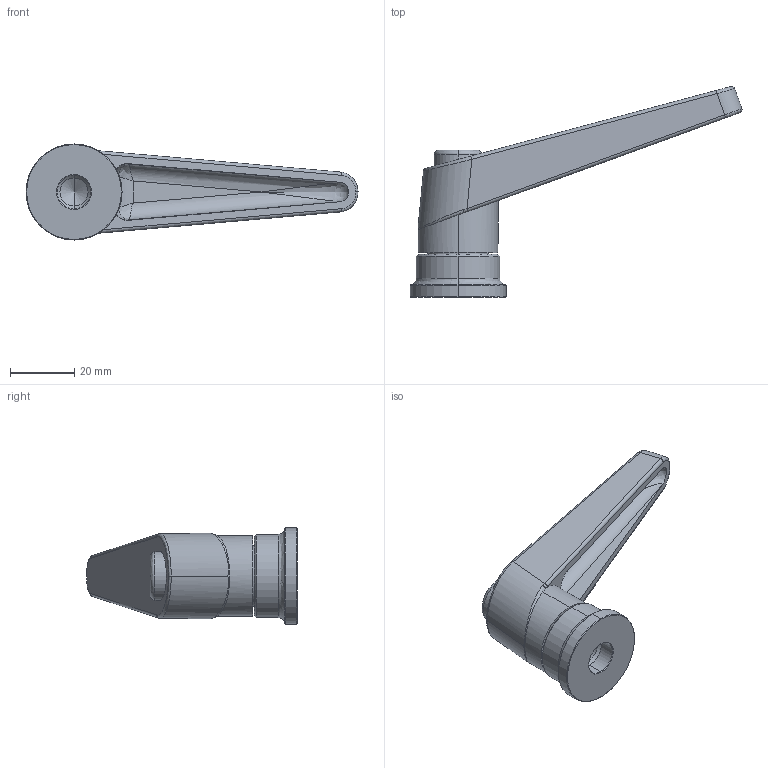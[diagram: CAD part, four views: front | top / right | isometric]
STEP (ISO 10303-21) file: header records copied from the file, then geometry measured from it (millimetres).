
FILE_DESCRIPTION(('STEP AP214'),'1');
FILE_NAME('HALDERN_EH_24420_1212.stp','2014-05-22T13:26:14',('TraceParts'),('TraceParts S.A.'),'XStep 1.0',' ',' ');
FILE_SCHEMA(('automotive_design'));
Length unit declared in the file: millimetre
Products named in the file (2): EH_24420_1212|EH_24420_1212-01;Imported1; EH_24420_1212|EH_24420_1212-02;Imported1
Bounding box: 103.72 x 65.86 x 30 mm (x, y, z)
Volume: 32999.8 mm3; surface area: 14250.8 mm2
Topology: 2 solids, 2 shells, 92 faces, 214 edges, 127 vertices
Faces by surface type: cylinder 36, plane 24, bspline 20, cone 12
Entity records: 6728 total; most frequent: CARTESIAN_POINT 2362, STYLED_ITEM 430, PRESENTATION_STYLE_ASSIGNMENT 430, COLOUR_RGB 430, ORIENTED_EDGE 418, DIRECTION 361, EDGE_CURVE 209, CURVE_STYLE 209
